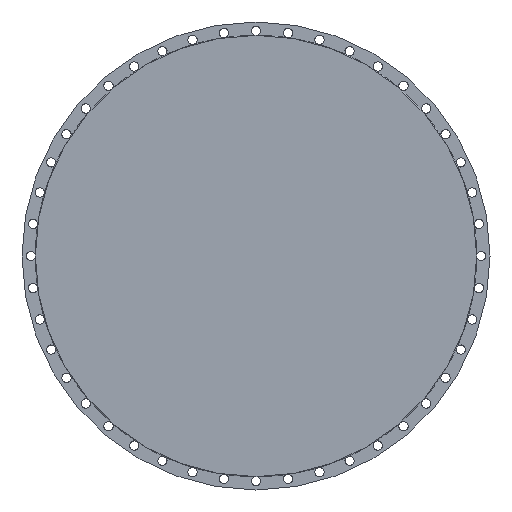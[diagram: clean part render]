
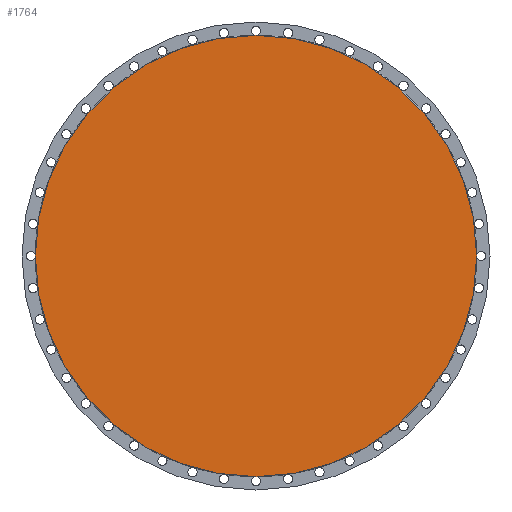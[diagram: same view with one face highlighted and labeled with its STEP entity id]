
A CAD part, left-side view. The second image highlights one B-rep face of the part: STEP entity #1764.
In plain terms, the highlighted planar face has unit normal (-1, 0, 0).
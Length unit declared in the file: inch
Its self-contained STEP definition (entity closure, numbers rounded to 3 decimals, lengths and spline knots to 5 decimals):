
#124 = EDGE_CURVE ( 'NONE', #3653, #3449, #783, .T. ) ;
#726 = PLANE ( 'NONE',  #2886 ) ;
#783 = CIRCLE ( 'NONE', #4070, 26.875 ) ;
#790 = FACE_OUTER_BOUND ( 'NONE', #2229, .T. ) ;
#836 = CARTESIAN_POINT ( 'NONE',  ( 0., 0., 0. ) ) ;
#919 = ORIENTED_EDGE ( 'NONE', *, *, #3887, .T. ) ;
#964 = ORIENTED_EDGE ( 'NONE', *, *, #124, .T. ) ;
#1117 = CARTESIAN_POINT ( 'NONE',  ( 0., 0., 26.875 ) ) ;
#1726 = CARTESIAN_POINT ( 'NONE',  ( 0., 0., 0. ) ) ;
#1764 = ADVANCED_FACE ( 'NONE', ( #790 ), #726, .T. ) ;
#2229 = EDGE_LOOP ( 'NONE', ( #919, #964 ) ) ;
#2617 = DIRECTION ( 'NONE',  ( 0., 0., 1. ) ) ;
#2798 = DIRECTION ( 'NONE',  ( -1., 0., 0. ) ) ;
#2801 = CARTESIAN_POINT ( 'NONE',  ( 0., 0., -26.875 ) ) ;
#2886 = AXIS2_PLACEMENT_3D ( 'NONE', #1726, #2956, #2617 ) ;
#2956 = DIRECTION ( 'NONE',  ( -1., 0., 0. ) ) ;
#3108 = DIRECTION ( 'NONE',  ( -1., 0., 0. ) ) ;
#3383 = DIRECTION ( 'NONE',  ( 0., 0., 1. ) ) ;
#3449 = VERTEX_POINT ( 'NONE', #1117 ) ;
#3645 = CIRCLE ( 'NONE', #3718, 26.875 ) ;
#3653 = VERTEX_POINT ( 'NONE', #2801 ) ;
#3718 = AXIS2_PLACEMENT_3D ( 'NONE', #3747, #2798, #3383 ) ;
#3747 = CARTESIAN_POINT ( 'NONE',  ( 0., 0., 0. ) ) ;
#3887 = EDGE_CURVE ( 'NONE', #3449, #3653, #3645, .T. ) ;
#4070 = AXIS2_PLACEMENT_3D ( 'NONE', #836, #3108, #4110 ) ;
#4110 = DIRECTION ( 'NONE',  ( 0., 0., 1. ) ) ;
